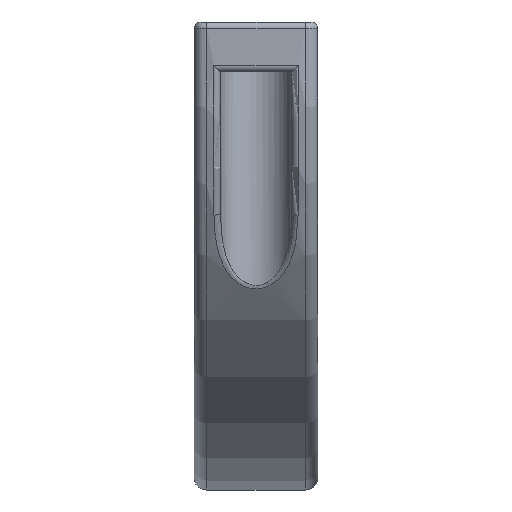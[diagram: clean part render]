
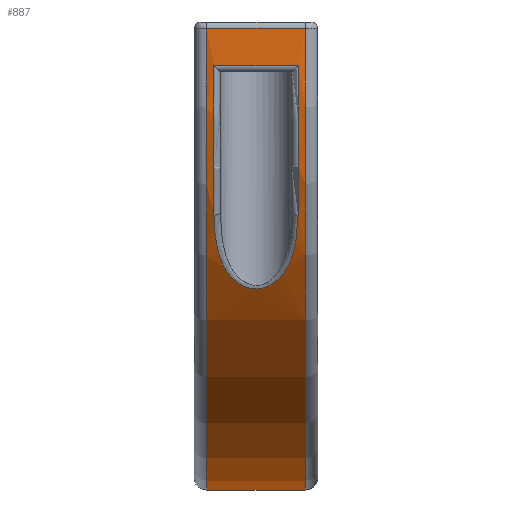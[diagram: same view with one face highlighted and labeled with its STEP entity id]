
A CAD part, left-side view. The second image highlights one B-rep face of the part: STEP entity #887.
In plain terms, the highlighted cylindrical face has radius 38.397 mm (diameter 76.793 mm), a partial arc.
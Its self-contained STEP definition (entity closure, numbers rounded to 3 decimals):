
#59=B_SPLINE_CURVE_WITH_KNOTS('',3,(#1426,#1427,#1428,#1429,#1430,#1431,
#1432,#1433,#1434,#1435,#1436,#1437,#1438,#1439,#1440,#1441,#1442,#1443,
#1444,#1445,#1446,#1447,#1448,#1449,#1450,#1451,#1452,#1453,#1454,#1455,
#1456,#1457),.UNSPECIFIED.,.F.,.F.,(4,2,2,2,2,2,2,2,2,2,2,2,2,2,2,4),(0.,
0.002,0.004,0.005,0.006,
0.007,0.007,0.008,0.008,
0.009,0.009,0.01,0.011,
0.012,0.014,0.017),.UNSPECIFIED.);
#102=FACE_BOUND('',#187,.T.);
#125=FACE_OUTER_BOUND('',#186,.T.);
#186=EDGE_LOOP('',(#623,#624,#625,#626));
#187=EDGE_LOOP('',(#627,#628,#629,#630));
#244=LINE('',#1281,#279);
#253=LINE('',#1418,#288);
#254=LINE('',#1423,#289);
#279=VECTOR('',#1071,1000.);
#288=VECTOR('',#1098,1000.);
#289=VECTOR('',#1101,1000.);
#323=CIRCLE('',#972,38.397);
#324=CIRCLE('',#973,38.397);
#325=CIRCLE('',#974,38.397);
#326=CIRCLE('',#975,38.397);
#368=VERTEX_POINT('',#1271);
#372=VERTEX_POINT('',#1279);
#390=VERTEX_POINT('',#1414);
#391=VERTEX_POINT('',#1416);
#392=VERTEX_POINT('',#1419);
#393=VERTEX_POINT('',#1420);
#394=VERTEX_POINT('',#1422);
#395=VERTEX_POINT('',#1424);
#458=EDGE_CURVE('',#368,#372,#244,.T.);
#478=EDGE_CURVE('',#390,#368,#323,.T.);
#479=EDGE_CURVE('',#372,#391,#324,.T.);
#480=EDGE_CURVE('',#390,#391,#253,.T.);
#481=EDGE_CURVE('',#392,#393,#325,.T.);
#482=EDGE_CURVE('',#393,#394,#254,.T.);
#483=EDGE_CURVE('',#394,#395,#326,.T.);
#484=EDGE_CURVE('',#395,#392,#59,.T.);
#623=ORIENTED_EDGE('',*,*,#478,.T.);
#624=ORIENTED_EDGE('',*,*,#458,.T.);
#625=ORIENTED_EDGE('',*,*,#479,.T.);
#626=ORIENTED_EDGE('',*,*,#480,.F.);
#627=ORIENTED_EDGE('',*,*,#481,.T.);
#628=ORIENTED_EDGE('',*,*,#482,.T.);
#629=ORIENTED_EDGE('',*,*,#483,.T.);
#630=ORIENTED_EDGE('',*,*,#484,.T.);
#868=CYLINDRICAL_SURFACE('',#971,38.397);
#887=ADVANCED_FACE('',(#125,#102),#868,.T.);
#971=AXIS2_PLACEMENT_3D('',#1413,#1092,#1093);
#972=AXIS2_PLACEMENT_3D('',#1415,#1094,#1095);
#973=AXIS2_PLACEMENT_3D('',#1417,#1096,#1097);
#974=AXIS2_PLACEMENT_3D('',#1421,#1099,#1100);
#975=AXIS2_PLACEMENT_3D('',#1425,#1102,#1103);
#1071=DIRECTION('',(0.,1.,0.));
#1092=DIRECTION('center_axis',(0.,1.,0.));
#1093=DIRECTION('ref_axis',(-1.,0.,0.));
#1094=DIRECTION('center_axis',(0.,1.,0.));
#1095=DIRECTION('ref_axis',(-1.,0.,0.));
#1096=DIRECTION('center_axis',(0.,-1.,0.));
#1097=DIRECTION('ref_axis',(-1.,0.,0.));
#1098=DIRECTION('',(0.,1.,0.));
#1099=DIRECTION('center_axis',(0.,1.,0.));
#1100=DIRECTION('ref_axis',(0.,0.,1.));
#1101=DIRECTION('',(0.,-1.,0.));
#1102=DIRECTION('center_axis',(0.,-1.,0.));
#1103=DIRECTION('ref_axis',(0.,0.,-1.));
#1271=CARTESIAN_POINT('',(-38.383,114.,-1.013));
#1279=CARTESIAN_POINT('',(-38.383,122.,-1.013));
#1281=CARTESIAN_POINT('',(-38.383,113.,-1.013));
#1413=CARTESIAN_POINT('Origin',(0.,113.,0.));
#1414=CARTESIAN_POINT('',(22.79,114.,-30.902));
#1415=CARTESIAN_POINT('Origin',(0.,114.,0.));
#1416=CARTESIAN_POINT('',(22.79,122.,-30.902));
#1417=CARTESIAN_POINT('Origin',(0.,122.,0.));
#1418=CARTESIAN_POINT('',(22.79,113.,-30.902));
#1419=CARTESIAN_POINT('',(-34.847,121.4,-16.124));
#1420=CARTESIAN_POINT('',(-38.182,121.4,-4.053));
#1421=CARTESIAN_POINT('Origin',(0.,121.4,0.));
#1422=CARTESIAN_POINT('',(-38.182,114.6,-4.053));
#1423=CARTESIAN_POINT('',(-38.182,113.,-4.053));
#1424=CARTESIAN_POINT('',(-34.847,114.6,-16.124));
#1425=CARTESIAN_POINT('Origin',(0.,114.6,0.));
#1426=CARTESIAN_POINT('Ctrl Pts',(-34.847,114.6,-16.124));
#1427=CARTESIAN_POINT('Ctrl Pts',(-34.554,114.6,-16.757));
#1428=CARTESIAN_POINT('Ctrl Pts',(-34.247,114.636,-17.376));
#1429=CARTESIAN_POINT('Ctrl Pts',(-33.607,114.811,-18.583));
#1430=CARTESIAN_POINT('Ctrl Pts',(-33.274,114.948,-19.172));
#1431=CARTESIAN_POINT('Ctrl Pts',(-32.763,115.286,-20.025));
#1432=CARTESIAN_POINT('Ctrl Pts',(-32.591,115.42,-20.303));
#1433=CARTESIAN_POINT('Ctrl Pts',(-32.261,115.742,-20.823));
#1434=CARTESIAN_POINT('Ctrl Pts',(-32.101,115.929,-21.069));
#1435=CARTESIAN_POINT('Ctrl Pts',(-31.877,116.273,-21.405));
#1436=CARTESIAN_POINT('Ctrl Pts',(-31.806,116.397,-21.511));
#1437=CARTESIAN_POINT('Ctrl Pts',(-31.676,116.663,-21.701));
#1438=CARTESIAN_POINT('Ctrl Pts',(-31.617,116.808,-21.787));
#1439=CARTESIAN_POINT('Ctrl Pts',(-31.517,117.115,-21.931));
#1440=CARTESIAN_POINT('Ctrl Pts',(-31.477,117.275,-21.989));
#1441=CARTESIAN_POINT('Ctrl Pts',(-31.42,117.613,-22.07));
#1442=CARTESIAN_POINT('Ctrl Pts',(-31.404,117.791,-22.092));
#1443=CARTESIAN_POINT('Ctrl Pts',(-31.401,118.142,-22.097));
#1444=CARTESIAN_POINT('Ctrl Pts',(-31.413,118.319,-22.08));
#1445=CARTESIAN_POINT('Ctrl Pts',(-31.464,118.662,-22.008));
#1446=CARTESIAN_POINT('Ctrl Pts',(-31.501,118.826,-21.954));
#1447=CARTESIAN_POINT('Ctrl Pts',(-31.645,119.297,-21.746));
#1448=CARTESIAN_POINT('Ctrl Pts',(-31.776,119.565,-21.555));
#1449=CARTESIAN_POINT('Ctrl Pts',(-32.072,120.033,-21.113));
#1450=CARTESIAN_POINT('Ctrl Pts',(-32.232,120.225,-20.869));
#1451=CARTESIAN_POINT('Ctrl Pts',(-32.564,120.557,-20.346));
#1452=CARTESIAN_POINT('Ctrl Pts',(-32.737,120.695,-20.068));
#1453=CARTESIAN_POINT('Ctrl Pts',(-33.247,121.039,-19.219));
#1454=CARTESIAN_POINT('Ctrl Pts',(-33.586,121.182,-18.621));
#1455=CARTESIAN_POINT('Ctrl Pts',(-34.24,121.364,-17.39));
#1456=CARTESIAN_POINT('Ctrl Pts',(-34.552,121.4,-16.762));
#1457=CARTESIAN_POINT('Ctrl Pts',(-34.847,121.4,-16.124));
